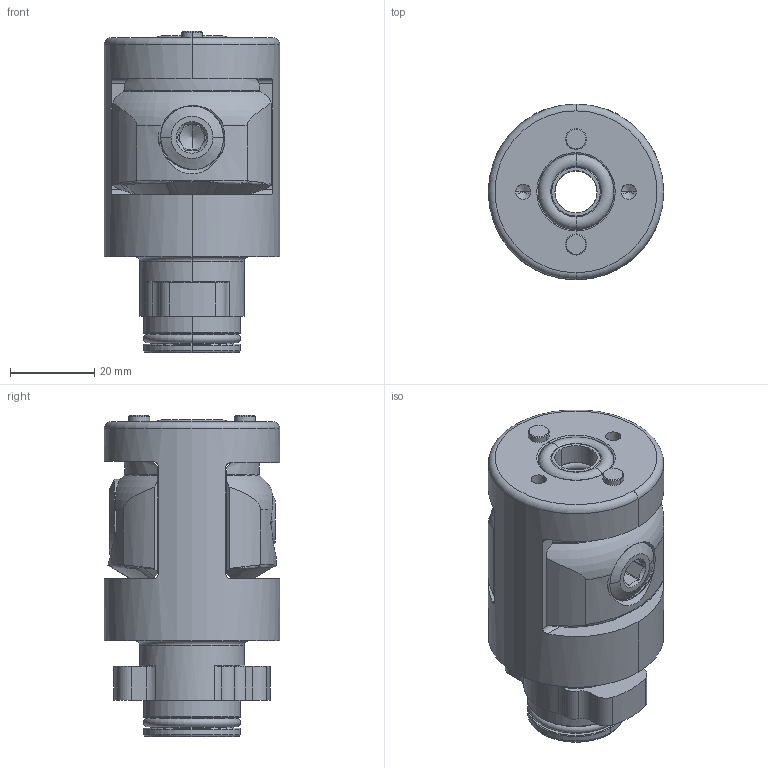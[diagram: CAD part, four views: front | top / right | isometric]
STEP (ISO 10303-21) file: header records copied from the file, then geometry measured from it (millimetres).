
FILE_DESCRIPTION((''),'2;1');
FILE_NAME('KS80-09-MQL_SW0001','2010-06-30T',('schmiedtm'),(''),'PRO/ENGINEER BY PARAMETRIC TECHNOLOGY CORPORATION, 2008250','PRO/ENGINEER BY PARAMETRIC TECHNOLOGY CORPORATION, 2008250','');
FILE_SCHEMA(('AUTOMOTIVE_DESIGN_CC2 { 1 2 10303 214 -1 1 5 2 }'));
Products named in the file (1): KS80-09-MQL_SW0001
Bounding box: 41.6 x 41.6 x 76.17 mm (x, y, z)
Volume: 68806.6 mm3; surface area: 25423.8 mm2
Topology: 1 solids, 3 shells, 439 faces, 1196 edges, 751 vertices
Faces by surface type: cylinder 144, bspline 80, plane 74, torus 71, cone 70
Entity records: 53024 total; most frequent: CARTESIAN_POINT 39723, ORIENTED_EDGE 2372, DIRECTION 1821, EDGE_CURVE 1186, AXIS2_PLACEMENT_3D 763, VERTEX_POINT 751, B_SPLINE_CURVE_WITH_KNOTS 487, EDGE_LOOP 477
